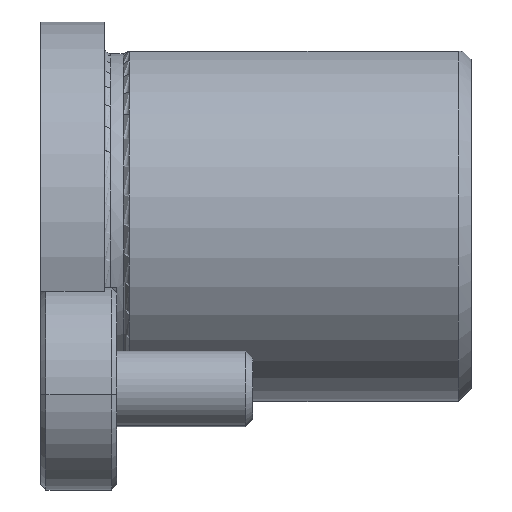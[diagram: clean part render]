
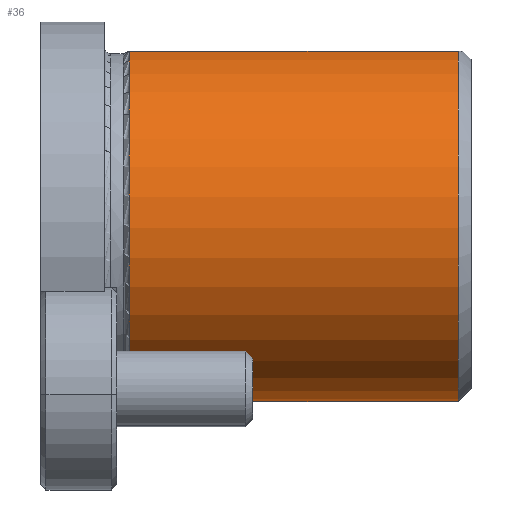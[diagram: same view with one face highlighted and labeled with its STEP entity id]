
A CAD part, left-side view. The second image highlights one B-rep face of the part: STEP entity #36.
In plain terms, the highlighted cylindrical face has radius 14 mm (diameter 28 mm), a partial arc.
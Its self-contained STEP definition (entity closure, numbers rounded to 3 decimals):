
#36 = ADVANCED_FACE ( 'NONE', ( #1310 ), #1301, .T. ) ;
#122 = AXIS2_PLACEMENT_3D ( 'NONE', #1286, #1311, #1280 ) ;
#146 = VERTEX_POINT ( 'NONE', #1710 ) ;
#149 = VERTEX_POINT ( 'NONE', #1711 ) ;
#341 = EDGE_LOOP ( 'NONE', ( #446, #1177, #1176, #1187, #1199, #1171 ) ) ;
#425 = VERTEX_POINT ( 'NONE', #1747 ) ;
#446 = ORIENTED_EDGE ( 'NONE', *, *, #563, .T. ) ;
#456 = VERTEX_POINT ( 'NONE', #1743 ) ;
#460 = VERTEX_POINT ( 'NONE', #1739 ) ;
#470 = VERTEX_POINT ( 'NONE', #1488 ) ;
#535 = EDGE_CURVE ( 'NONE', #425, #460, #2187, .T. ) ;
#563 = EDGE_CURVE ( 'NONE', #456, #146, #672, .T. ) ;
#590 = AXIS2_PLACEMENT_3D ( 'NONE', #735, #763, #751 ) ;
#602 = CIRCLE ( 'NONE', #629, 14. ) ;
#622 = CIRCLE ( 'NONE', #590, 14. ) ;
#629 = AXIS2_PLACEMENT_3D ( 'NONE', #776, #787, #769 ) ;
#630 = VECTOR ( 'NONE', #732, 1000. ) ;
#672 = CIRCLE ( 'NONE', #684, 14. ) ;
#684 = AXIS2_PLACEMENT_3D ( 'NONE', #1767, #1768, #1782 ) ;
#726 = LINE ( 'NONE', #759, #630 ) ;
#732 = DIRECTION ( 'NONE',  ( 0., 1., 0. ) ) ;
#735 = CARTESIAN_POINT ( 'NONE',  ( 0., -2., 0. ) ) ;
#751 = DIRECTION ( 'NONE',  ( 0., 0., -1. ) ) ;
#759 = CARTESIAN_POINT ( 'NONE',  ( 2.883, -29., 13.7 ) ) ;
#763 = DIRECTION ( 'NONE',  ( 0., -1., 0. ) ) ;
#769 = DIRECTION ( 'NONE',  ( 0., 0., -1. ) ) ;
#776 = CARTESIAN_POINT ( 'NONE',  ( 0., -28., 0. ) ) ;
#787 = DIRECTION ( 'NONE',  ( 0., 1., 0. ) ) ;
#909 = VECTOR ( 'NONE', #1353, 1000. ) ;
#1171 = ORIENTED_EDGE ( 'NONE', *, *, #2045, .F. ) ;
#1176 = ORIENTED_EDGE ( 'NONE', *, *, #2109, .F. ) ;
#1177 = ORIENTED_EDGE ( 'NONE', *, *, #2057, .T. ) ;
#1187 = ORIENTED_EDGE ( 'NONE', *, *, #535, .T. ) ;
#1199 = ORIENTED_EDGE ( 'NONE', *, *, #2043, .T. ) ;
#1280 = DIRECTION ( 'NONE',  ( 0., 0., 1. ) ) ;
#1286 = CARTESIAN_POINT ( 'NONE',  ( 0., -29., 0. ) ) ;
#1301 = CYLINDRICAL_SURFACE ( 'NONE', #122, 14. ) ;
#1310 = FACE_OUTER_BOUND ( 'NONE', #341, .T. ) ;
#1311 = DIRECTION ( 'NONE',  ( 0., 1., 0. ) ) ;
#1336 = LINE ( 'NONE', #1347, #909 ) ;
#1347 = CARTESIAN_POINT ( 'NONE',  ( -2.883, -29., 13.7 ) ) ;
#1353 = DIRECTION ( 'NONE',  ( 0., -1., 0. ) ) ;
#1488 = CARTESIAN_POINT ( 'NONE',  ( 2.883, -2., 13.7 ) ) ;
#1587 = DIRECTION ( 'NONE',  ( 0., -1., 0. ) ) ;
#1594 = CARTESIAN_POINT ( 'NONE',  ( 0., -2., 0. ) ) ;
#1595 = DIRECTION ( 'NONE',  ( 0., 0., -1. ) ) ;
#1710 = CARTESIAN_POINT ( 'NONE',  ( 0., -28., -14. ) ) ;
#1711 = CARTESIAN_POINT ( 'NONE',  ( -2.883, -28., 13.7 ) ) ;
#1739 = CARTESIAN_POINT ( 'NONE',  ( 0., -2., -14. ) ) ;
#1743 = CARTESIAN_POINT ( 'NONE',  ( 2.883, -28., 13.7 ) ) ;
#1747 = CARTESIAN_POINT ( 'NONE',  ( -2.883, -2., 13.7 ) ) ;
#1767 = CARTESIAN_POINT ( 'NONE',  ( 0., -28., 0. ) ) ;
#1768 = DIRECTION ( 'NONE',  ( 0., 1., 0. ) ) ;
#1782 = DIRECTION ( 'NONE',  ( 0., 0., -1. ) ) ;
#2043 = EDGE_CURVE ( 'NONE', #460, #470, #622, .T. ) ;
#2045 = EDGE_CURVE ( 'NONE', #456, #470, #726, .T. ) ;
#2057 = EDGE_CURVE ( 'NONE', #146, #149, #602, .T. ) ;
#2109 = EDGE_CURVE ( 'NONE', #425, #149, #1336, .T. ) ;
#2137 = AXIS2_PLACEMENT_3D ( 'NONE', #1594, #1587, #1595 ) ;
#2187 = CIRCLE ( 'NONE', #2137, 14. ) ;
